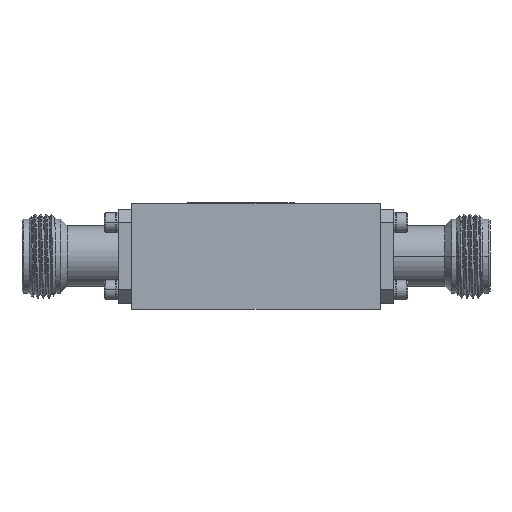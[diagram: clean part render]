
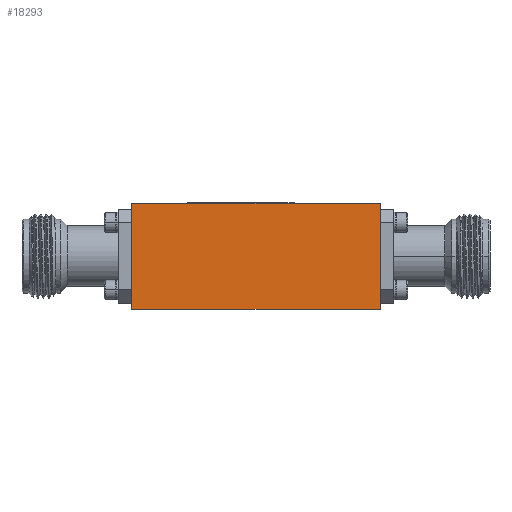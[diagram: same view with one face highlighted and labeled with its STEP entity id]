
A CAD part, left-side view. The second image highlights one B-rep face of the part: STEP entity #18293.
In plain terms, the highlighted planar face has unit normal (-1, 0, 0).
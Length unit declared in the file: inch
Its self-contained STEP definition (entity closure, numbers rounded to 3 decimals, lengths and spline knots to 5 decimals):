
#1349 = DIRECTION ( 'NONE',  ( 0., -1., 0. ) ) ;
#1688 = VERTEX_POINT ( 'NONE', #17887 ) ;
#3647 = PLANE ( 'NONE',  #20762 ) ;
#3719 = DIRECTION ( 'NONE',  ( 0., 0., -1. ) ) ;
#4467 = CARTESIAN_POINT ( 'NONE',  ( -0.82677, -0.9252, -0.3937 ) ) ;
#4948 = VECTOR ( 'NONE', #20679, 39.37008 ) ;
#5288 = CARTESIAN_POINT ( 'NONE',  ( -0.82677, 0.9252, 0.3937 ) ) ;
#7944 = EDGE_CURVE ( 'NONE', #17512, #30215, #15548, .T. ) ;
#8228 = EDGE_LOOP ( 'NONE', ( #14888, #16988, #24730, #15647 ) ) ;
#12378 = LINE ( 'NONE', #15639, #13520 ) ;
#13520 = VECTOR ( 'NONE', #3719, 39.37008 ) ;
#13765 = EDGE_CURVE ( 'NONE', #19000, #17512, #24971, .T. ) ;
#13941 = VECTOR ( 'NONE', #19069, 39.37008 ) ;
#14378 = VECTOR ( 'NONE', #1349, 39.37008 ) ;
#14806 = EDGE_CURVE ( 'NONE', #1688, #30215, #12378, .T. ) ;
#14888 = ORIENTED_EDGE ( 'NONE', *, *, #7944, .T. ) ;
#15548 = LINE ( 'NONE', #25055, #14378 ) ;
#15639 = CARTESIAN_POINT ( 'NONE',  ( -0.82677, -0.9252, 0.3937 ) ) ;
#15647 = ORIENTED_EDGE ( 'NONE', *, *, #13765, .T. ) ;
#16048 = CARTESIAN_POINT ( 'NONE',  ( -0.82677, -0.9252, 0.3937 ) ) ;
#16807 = LINE ( 'NONE', #16048, #4948 ) ;
#16988 = ORIENTED_EDGE ( 'NONE', *, *, #14806, .F. ) ;
#17512 = VERTEX_POINT ( 'NONE', #23330 ) ;
#17887 = CARTESIAN_POINT ( 'NONE',  ( -0.82677, -0.9252, 0.3937 ) ) ;
#18031 = DIRECTION ( 'NONE',  ( 1., 0., 0. ) ) ;
#18293 = ADVANCED_FACE ( 'NONE', ( #24238 ), #3647, .F. ) ;
#19000 = VERTEX_POINT ( 'NONE', #5288 ) ;
#19069 = DIRECTION ( 'NONE',  ( 0., 0., -1. ) ) ;
#20188 = CARTESIAN_POINT ( 'NONE',  ( -0.82677, -0.9252, 0.3937 ) ) ;
#20410 = EDGE_CURVE ( 'NONE', #19000, #1688, #16807, .T. ) ;
#20679 = DIRECTION ( 'NONE',  ( 0., -1., 0. ) ) ;
#20762 = AXIS2_PLACEMENT_3D ( 'NONE', #20188, #18031, #24810 ) ;
#23330 = CARTESIAN_POINT ( 'NONE',  ( -0.82677, 0.9252, -0.3937 ) ) ;
#24238 = FACE_OUTER_BOUND ( 'NONE', #8228, .T. ) ;
#24730 = ORIENTED_EDGE ( 'NONE', *, *, #20410, .F. ) ;
#24810 = DIRECTION ( 'NONE',  ( 0., 0., -1. ) ) ;
#24971 = LINE ( 'NONE', #28457, #13941 ) ;
#25055 = CARTESIAN_POINT ( 'NONE',  ( -0.82677, -0.9252, -0.3937 ) ) ;
#28457 = CARTESIAN_POINT ( 'NONE',  ( -0.82677, 0.9252, 0.3937 ) ) ;
#30215 = VERTEX_POINT ( 'NONE', #4467 ) ;
